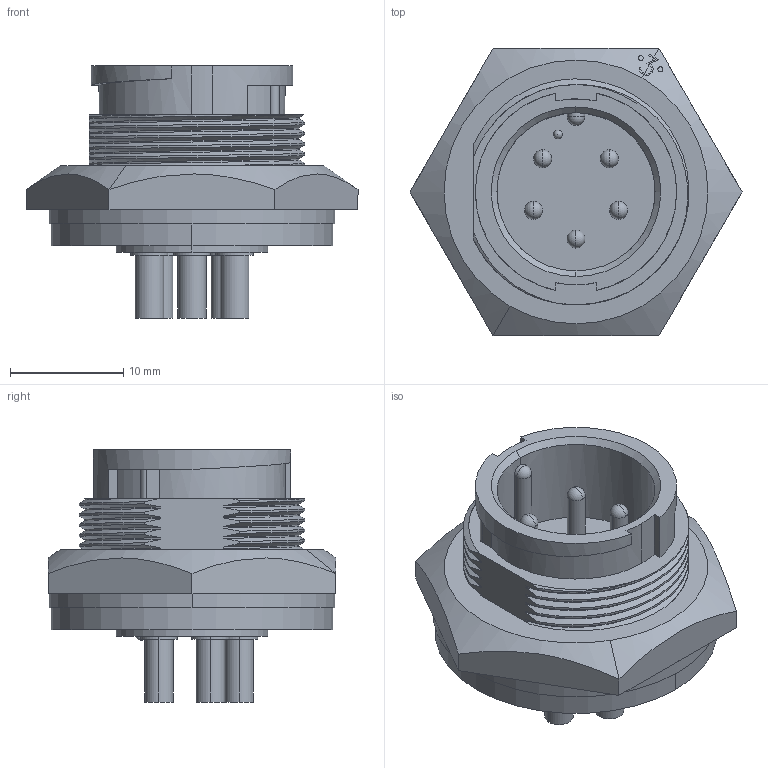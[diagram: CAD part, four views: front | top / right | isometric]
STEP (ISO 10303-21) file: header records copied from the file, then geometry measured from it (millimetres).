
FILE_DESCRIPTION (( 'STEP AP203' ), '1' );
FILE_NAME ('4380-5PG-300.STEP', '2020-10-08T15:09:52', ( '' ), ( '' ), 'SwSTEP 2.0', 'SolidWorks 2020', '' );
FILE_SCHEMA (( 'CONFIG_CONTROL_DESIGN' ));
Length unit declared in the file: inch
Products named in the file (1): 4380-5PG-300
Bounding box: 29.33 x 25.4 x 22.29 mm (x, y, z)
Volume: 4951.4 mm3; surface area: 3099.7 mm2
Topology: 1 solids, 1 shells, 325 faces, 882 edges, 581 vertices
Faces by surface type: plane 150, bspline 77, cylinder 71, cone 14, sphere 13
Entity records: 16888 total; most frequent: CARTESIAN_POINT 9421, ORIENTED_EDGE 1732, DIRECTION 1208, EDGE_CURVE 866, VERTEX_POINT 578, LINE 444, VECTOR 444, AXIS2_PLACEMENT_3D 382
